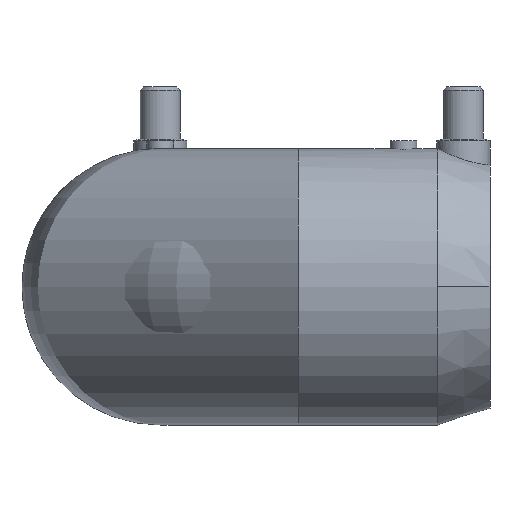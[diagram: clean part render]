
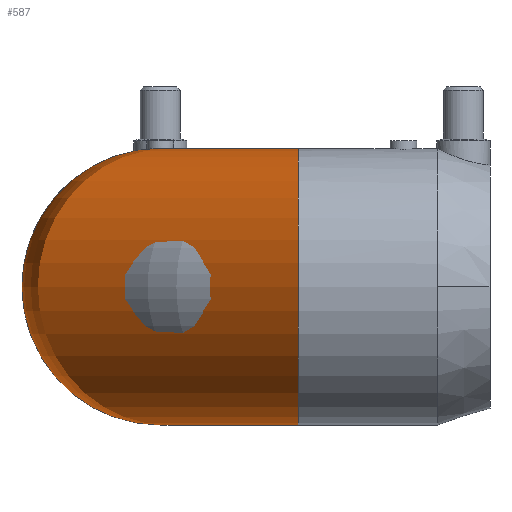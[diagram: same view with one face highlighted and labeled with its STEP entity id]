
A CAD part, left-side view. The second image highlights one B-rep face of the part: STEP entity #587.
In plain terms, the highlighted toroidal (fillet/blend) face has major radius 41.52 mm and minor radius 41.5 mm.
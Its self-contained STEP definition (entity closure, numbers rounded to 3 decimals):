
#15=TOROIDAL_SURFACE('',#677,41.52,41.5);
#91=FACE_OUTER_BOUND('',#139,.T.);
#139=EDGE_LOOP('',(#515,#516,#517,#518,#519,#520,#521,#522));
#157=B_SPLINE_CURVE_WITH_KNOTS('',3,(#1220,#1221,#1222,#1223),
 .UNSPECIFIED.,.F.,.F.,(4,4),(18.437,18.438),
 .UNSPECIFIED.);
#158=B_SPLINE_CURVE_WITH_KNOTS('',3,(#1225,#1226,#1227,#1228),
 .UNSPECIFIED.,.F.,.F.,(4,4),(-0.004,0.),.UNSPECIFIED.);
#159=B_SPLINE_CURVE_WITH_KNOTS('',3,(#1232,#1233,#1234,#1235),
 .UNSPECIFIED.,.F.,.F.,(4,4),(0.,0.),.UNSPECIFIED.);
#160=B_SPLINE_CURVE_WITH_KNOTS('',3,(#1237,#1238,#1239,#1240),
 .UNSPECIFIED.,.F.,.F.,(4,4),(6.142,6.143),
 .UNSPECIFIED.);
#164=B_SPLINE_CURVE_WITH_KNOTS('',3,(#1319,#1320,#1321,#1322,#1323,#1324,
#1325,#1326,#1327,#1328,#1329,#1330,#1331,#1332,#1333,#1334,#1335,#1336,
#1337,#1338),.UNSPECIFIED.,.F.,.F.,(4,2,2,2,2,2,2,2,2,4),(0.,0.391,
0.782,1.564,2.326,3.088,3.852,
4.616,5.38,6.142),.UNSPECIFIED.);
#165=B_SPLINE_CURVE_WITH_KNOTS('',3,(#1340,#1341,#1342,#1343,#1344,#1345,
#1346,#1347,#1348,#1349,#1350,#1351,#1352,#1353,#1354,#1355,#1356,#1357,
#1358,#1359),.UNSPECIFIED.,.F.,.F.,(4,2,2,2,2,2,2,2,2,4),(18.438,
19.2,19.964,20.728,21.492,22.255,
23.017,23.799,24.19,24.581),
 .UNSPECIFIED.);
#202=CIRCLE('',#678,41.5);
#203=CIRCLE('',#679,41.5);
#280=VERTEX_POINT('',#1217);
#281=VERTEX_POINT('',#1219);
#282=VERTEX_POINT('',#1224);
#283=VERTEX_POINT('',#1229);
#284=VERTEX_POINT('',#1231);
#285=VERTEX_POINT('',#1236);
#286=VERTEX_POINT('',#1241);
#343=EDGE_CURVE('',#281,#280,#157,.T.);
#344=EDGE_CURVE('',#282,#281,#158,.T.);
#346=EDGE_CURVE('',#284,#283,#159,.T.);
#347=EDGE_CURVE('',#285,#284,#160,.T.);
#375=EDGE_CURVE('',#286,#285,#164,.T.);
#376=EDGE_CURVE('',#280,#286,#165,.T.);
#377=EDGE_CURVE('',#286,#286,#202,.T.);
#378=EDGE_CURVE('',#282,#283,#203,.T.);
#515=ORIENTED_EDGE('',*,*,#344,.T.);
#516=ORIENTED_EDGE('',*,*,#343,.T.);
#517=ORIENTED_EDGE('',*,*,#376,.T.);
#518=ORIENTED_EDGE('',*,*,#377,.T.);
#519=ORIENTED_EDGE('',*,*,#375,.T.);
#520=ORIENTED_EDGE('',*,*,#347,.T.);
#521=ORIENTED_EDGE('',*,*,#346,.T.);
#522=ORIENTED_EDGE('',*,*,#378,.F.);
#587=ADVANCED_FACE('',(#91),#15,.T.);
#677=AXIS2_PLACEMENT_3D('',#1361,#850,#851);
#678=AXIS2_PLACEMENT_3D('',#1362,#852,#853);
#679=AXIS2_PLACEMENT_3D('',#1363,#854,#855);
#850=DIRECTION('center_axis',(0.,0.,-1.));
#851=DIRECTION('ref_axis',(-1.,0.,0.));
#852=DIRECTION('center_axis',(0.,1.,0.));
#853=DIRECTION('ref_axis',(-1.,0.,0.));
#854=DIRECTION('center_axis',(1.,0.,0.));
#855=DIRECTION('ref_axis',(0.,1.,0.));
#1217=CARTESIAN_POINT('',(41.5,36.3,-41.5));
#1219=CARTESIAN_POINT('',(41.5,36.307,-41.5));
#1220=CARTESIAN_POINT('Ctrl Pts',(41.5,36.31,-41.5));
#1221=CARTESIAN_POINT('Ctrl Pts',(41.5,36.307,-41.5));
#1222=CARTESIAN_POINT('Ctrl Pts',(41.5,36.303,-41.5));
#1223=CARTESIAN_POINT('Ctrl Pts',(41.5,36.3,-41.5));
#1224=CARTESIAN_POINT('',(41.52,36.308,-41.5));
#1225=CARTESIAN_POINT('Ctrl Pts',(41.52,36.305,-41.5));
#1226=CARTESIAN_POINT('Ctrl Pts',(41.519,36.305,-41.5));
#1227=CARTESIAN_POINT('Ctrl Pts',(41.513,36.305,-41.5));
#1228=CARTESIAN_POINT('Ctrl Pts',(41.5,36.305,-41.5));
#1229=CARTESIAN_POINT('',(41.52,36.308,41.5));
#1231=CARTESIAN_POINT('',(41.5,36.307,41.5));
#1232=CARTESIAN_POINT('Ctrl Pts',(41.5,36.305,41.5));
#1233=CARTESIAN_POINT('Ctrl Pts',(41.513,36.305,41.5));
#1234=CARTESIAN_POINT('Ctrl Pts',(41.519,36.305,41.5));
#1235=CARTESIAN_POINT('Ctrl Pts',(41.52,36.305,41.5));
#1236=CARTESIAN_POINT('',(41.5,36.3,41.5));
#1237=CARTESIAN_POINT('Ctrl Pts',(41.5,36.3,41.5));
#1238=CARTESIAN_POINT('Ctrl Pts',(41.5,36.303,41.5));
#1239=CARTESIAN_POINT('Ctrl Pts',(41.5,36.307,41.5));
#1240=CARTESIAN_POINT('Ctrl Pts',(41.5,36.31,41.5));
#1241=CARTESIAN_POINT('',(41.5,-5.2,0.));
#1319=CARTESIAN_POINT('Ctrl Pts',(41.5,-5.2,0.));
#1320=CARTESIAN_POINT('Ctrl Pts',(41.5,-5.171,1.303));
#1321=CARTESIAN_POINT('Ctrl Pts',(41.5,-5.119,2.67));
#1322=CARTESIAN_POINT('Ctrl Pts',(41.5,-4.845,5.447));
#1323=CARTESIAN_POINT('Ctrl Pts',(41.5,-4.635,6.856));
#1324=CARTESIAN_POINT('Ctrl Pts',(41.5,-3.787,11.036));
#1325=CARTESIAN_POINT('Ctrl Pts',(41.5,-2.92,13.758));
#1326=CARTESIAN_POINT('Ctrl Pts',(41.5,-0.916,18.499));
#1327=CARTESIAN_POINT('Ctrl Pts',(41.5,0.395,20.959));
#1328=CARTESIAN_POINT('Ctrl Pts',(41.5,3.501,25.551));
#1329=CARTESIAN_POINT('Ctrl Pts',(41.5,5.297,27.682));
#1330=CARTESIAN_POINT('Ctrl Pts',(41.5,8.91,31.264));
#1331=CARTESIAN_POINT('Ctrl Pts',(41.5,11.061,33.045));
#1332=CARTESIAN_POINT('Ctrl Pts',(41.5,15.689,36.116));
#1333=CARTESIAN_POINT('Ctrl Pts',(41.5,18.166,37.406));
#1334=CARTESIAN_POINT('Ctrl Pts',(41.5,22.876,39.345));
#1335=CARTESIAN_POINT('Ctrl Pts',(41.5,25.543,40.172));
#1336=CARTESIAN_POINT('Ctrl Pts',(41.5,30.985,41.249));
#1337=CARTESIAN_POINT('Ctrl Pts',(41.5,33.759,41.499));
#1338=CARTESIAN_POINT('Ctrl Pts',(41.5,36.3,41.5));
#1340=CARTESIAN_POINT('Ctrl Pts',(41.5,36.3,-41.5));
#1341=CARTESIAN_POINT('Ctrl Pts',(41.5,33.759,-41.499));
#1342=CARTESIAN_POINT('Ctrl Pts',(41.5,30.985,-41.249));
#1343=CARTESIAN_POINT('Ctrl Pts',(41.5,25.543,-40.172));
#1344=CARTESIAN_POINT('Ctrl Pts',(41.5,22.876,-39.345));
#1345=CARTESIAN_POINT('Ctrl Pts',(41.5,18.166,-37.406));
#1346=CARTESIAN_POINT('Ctrl Pts',(41.5,15.689,-36.116));
#1347=CARTESIAN_POINT('Ctrl Pts',(41.5,11.061,-33.045));
#1348=CARTESIAN_POINT('Ctrl Pts',(41.5,8.91,-31.264));
#1349=CARTESIAN_POINT('Ctrl Pts',(41.5,5.297,-27.682));
#1350=CARTESIAN_POINT('Ctrl Pts',(41.5,3.501,-25.551));
#1351=CARTESIAN_POINT('Ctrl Pts',(41.5,0.395,-20.959));
#1352=CARTESIAN_POINT('Ctrl Pts',(41.5,-0.916,-18.499));
#1353=CARTESIAN_POINT('Ctrl Pts',(41.5,-2.92,-13.758));
#1354=CARTESIAN_POINT('Ctrl Pts',(41.5,-3.787,-11.036));
#1355=CARTESIAN_POINT('Ctrl Pts',(41.5,-4.635,-6.856));
#1356=CARTESIAN_POINT('Ctrl Pts',(41.5,-4.845,-5.447));
#1357=CARTESIAN_POINT('Ctrl Pts',(41.5,-5.119,-2.67));
#1358=CARTESIAN_POINT('Ctrl Pts',(41.5,-5.171,-1.303));
#1359=CARTESIAN_POINT('Ctrl Pts',(41.5,-5.2,0.));
#1361=CARTESIAN_POINT('Origin',(41.52,-5.2,0.));
#1362=CARTESIAN_POINT('Origin',(0.,-5.2,0.));
#1363=CARTESIAN_POINT('Origin',(41.52,36.32,0.));
